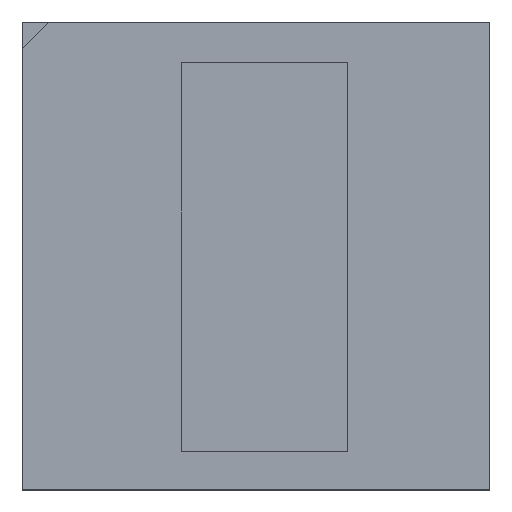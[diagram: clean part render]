
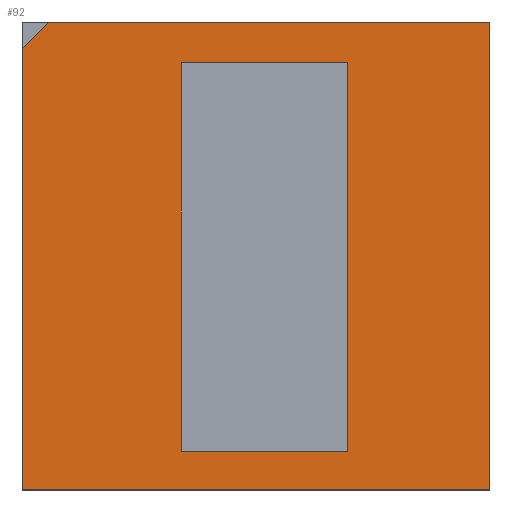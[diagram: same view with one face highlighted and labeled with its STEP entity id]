
A CAD part, top view. The second image highlights one B-rep face of the part: STEP entity #92.
In plain terms, the highlighted planar face has unit normal (0, 0, 1).
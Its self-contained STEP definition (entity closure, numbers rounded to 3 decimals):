
#85=FACE_BOUND('',#130,.T.);
#86=FACE_BOUND('',#131,.T.);
#92=ADVANCED_FACE('',(#85,#86),#105,.T.);
#105=PLANE('',#315);
#130=EDGE_LOOP('',(#162,#163,#164,#165,#166));
#131=EDGE_LOOP('',(#167,#168,#169,#170));
#162=ORIENTED_EDGE('',*,*,#225,.T.);
#163=ORIENTED_EDGE('',*,*,#235,.T.);
#164=ORIENTED_EDGE('',*,*,#234,.T.);
#165=ORIENTED_EDGE('',*,*,#231,.T.);
#166=ORIENTED_EDGE('',*,*,#236,.F.);
#167=ORIENTED_EDGE('',*,*,#237,.T.);
#168=ORIENTED_EDGE('',*,*,#238,.T.);
#169=ORIENTED_EDGE('',*,*,#239,.T.);
#170=ORIENTED_EDGE('',*,*,#240,.T.);
#204=VERTEX_POINT('',#394);
#205=VERTEX_POINT('',#396);
#208=VERTEX_POINT('',#406);
#209=VERTEX_POINT('',#408);
#210=VERTEX_POINT('',#412);
#211=VERTEX_POINT('',#418);
#212=VERTEX_POINT('',#419);
#213=VERTEX_POINT('',#421);
#214=VERTEX_POINT('',#423);
#225=EDGE_CURVE('',#205,#204,#255,.T.);
#231=EDGE_CURVE('',#209,#208,#261,.T.);
#234=EDGE_CURVE('',#210,#209,#264,.T.);
#235=EDGE_CURVE('',#204,#210,#265,.T.);
#236=EDGE_CURVE('',#205,#208,#266,.T.);
#237=EDGE_CURVE('',#211,#212,#267,.T.);
#238=EDGE_CURVE('',#212,#213,#268,.T.);
#239=EDGE_CURVE('',#213,#214,#269,.T.);
#240=EDGE_CURVE('',#214,#211,#270,.T.);
#255=LINE('',#395,#285);
#261=LINE('',#407,#291);
#264=LINE('',#413,#294);
#265=LINE('',#415,#295);
#266=LINE('',#416,#296);
#267=LINE('',#417,#297);
#268=LINE('',#420,#298);
#269=LINE('',#422,#299);
#270=LINE('',#424,#300);
#285=VECTOR('',#333,1.);
#291=VECTOR('',#343,1.);
#294=VECTOR('',#348,1.);
#295=VECTOR('',#351,1.);
#296=VECTOR('',#352,1.);
#297=VECTOR('',#353,1.);
#298=VECTOR('',#354,1.);
#299=VECTOR('',#355,1.);
#300=VECTOR('',#356,1.);
#315=AXIS2_PLACEMENT_3D('',#425,#357,#358);
#333=DIRECTION('',(0.,-1.,0.));
#343=DIRECTION('',(-1.,0.,0.));
#348=DIRECTION('',(0.,1.,0.));
#351=DIRECTION('',(1.,0.,0.));
#352=DIRECTION('',(0.707,0.707,0.));
#353=DIRECTION('',(0.,-1.,0.));
#354=DIRECTION('',(-1.,0.,0.));
#355=DIRECTION('',(0.,1.,0.));
#356=DIRECTION('',(1.,0.,0.));
#357=DIRECTION('',(0.,0.,1.));
#358=DIRECTION('',(-1.,0.,0.));
#394=CARTESIAN_POINT('',(-3.5,-3.5,0.51));
#395=CARTESIAN_POINT('',(-3.5,3.1,0.51));
#396=CARTESIAN_POINT('',(-3.5,3.1,0.51));
#406=CARTESIAN_POINT('',(-3.1,3.5,0.51));
#407=CARTESIAN_POINT('',(3.5,3.5,0.51));
#408=CARTESIAN_POINT('',(3.5,3.5,0.51));
#412=CARTESIAN_POINT('',(3.5,-3.5,0.51));
#413=CARTESIAN_POINT('',(3.5,-3.5,0.51));
#415=CARTESIAN_POINT('',(-3.5,-3.5,0.51));
#416=CARTESIAN_POINT('',(-3.5,3.1,0.51));
#417=CARTESIAN_POINT('',(1.368,2.89,0.51));
#418=CARTESIAN_POINT('',(1.368,2.89,0.51));
#419=CARTESIAN_POINT('',(1.368,-2.924,0.51));
#420=CARTESIAN_POINT('',(1.368,-2.924,0.51));
#421=CARTESIAN_POINT('',(-1.117,-2.924,0.51));
#422=CARTESIAN_POINT('',(-1.117,-2.924,0.51));
#423=CARTESIAN_POINT('',(-1.117,2.89,0.51));
#424=CARTESIAN_POINT('',(-1.117,2.89,0.51));
#425=CARTESIAN_POINT('',(0.,0.,0.51));
